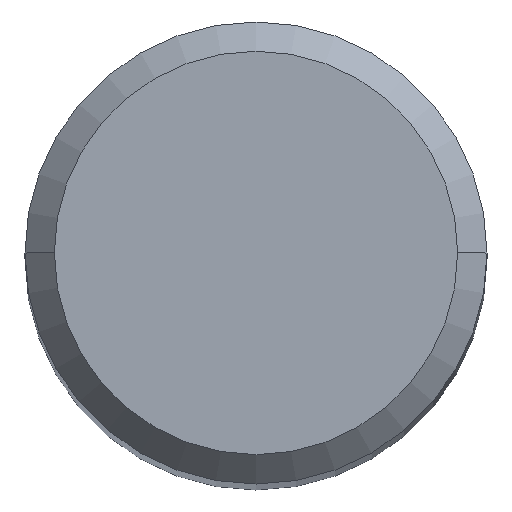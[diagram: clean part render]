
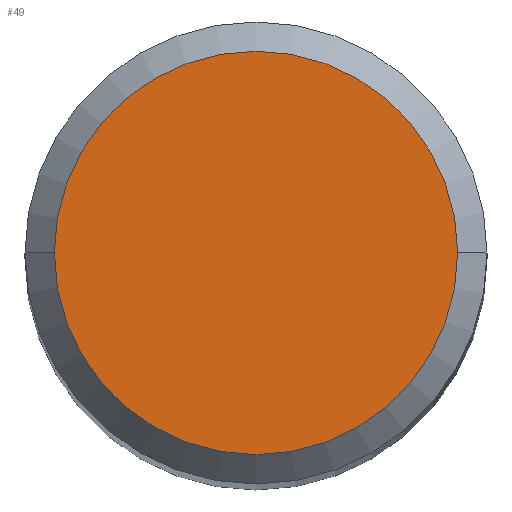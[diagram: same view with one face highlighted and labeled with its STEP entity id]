
A CAD part, top view. The second image highlights one B-rep face of the part: STEP entity #49.
In plain terms, the highlighted planar face has unit normal (0, 0, 1).
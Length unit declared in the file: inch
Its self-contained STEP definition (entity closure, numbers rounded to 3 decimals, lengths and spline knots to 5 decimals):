
#38 = EDGE_CURVE ( 'NONE', #88, #275, #196, .T. ) ;
#45 = AXIS2_PLACEMENT_3D ( 'NONE', #180, #140, #235 ) ;
#49 = ADVANCED_FACE ( 'NONE', ( #209 ), #234, .T. ) ;
#61 = DIRECTION ( 'NONE',  ( 0., 0., 1. ) ) ;
#88 = VERTEX_POINT ( 'NONE', #135 ) ;
#100 = DIRECTION ( 'NONE',  ( 0., 0., 1. ) ) ;
#135 = CARTESIAN_POINT ( 'NONE',  ( 0.10311, 0., 2.95276 ) ) ;
#140 = DIRECTION ( 'NONE',  ( 0., 0., 1. ) ) ;
#162 = DIRECTION ( 'NONE',  ( 1., 0., 0. ) ) ;
#180 = CARTESIAN_POINT ( 'NONE',  ( 0., 0., 2.95276 ) ) ;
#193 = CARTESIAN_POINT ( 'NONE',  ( -0.10311, 0., 2.95276 ) ) ;
#196 = CIRCLE ( 'NONE', #303, 0.10311 ) ;
#209 = FACE_OUTER_BOUND ( 'NONE', #327, .T. ) ;
#210 = CARTESIAN_POINT ( 'NONE',  ( 0., 0., 2.95276 ) ) ;
#222 = CARTESIAN_POINT ( 'NONE',  ( 0., 0., 2.95276 ) ) ;
#227 = ORIENTED_EDGE ( 'NONE', *, *, #38, .T. ) ;
#234 = PLANE ( 'NONE',  #45 ) ;
#235 = DIRECTION ( 'NONE',  ( 1., 0., 0. ) ) ;
#251 = ORIENTED_EDGE ( 'NONE', *, *, #295, .T. ) ;
#275 = VERTEX_POINT ( 'NONE', #193 ) ;
#286 = DIRECTION ( 'NONE',  ( 1., 0., 0. ) ) ;
#288 = CIRCLE ( 'NONE', #299, 0.10311 ) ;
#295 = EDGE_CURVE ( 'NONE', #275, #88, #288, .T. ) ;
#299 = AXIS2_PLACEMENT_3D ( 'NONE', #222, #61, #286 ) ;
#303 = AXIS2_PLACEMENT_3D ( 'NONE', #210, #100, #162 ) ;
#327 = EDGE_LOOP ( 'NONE', ( #251, #227 ) ) ;
